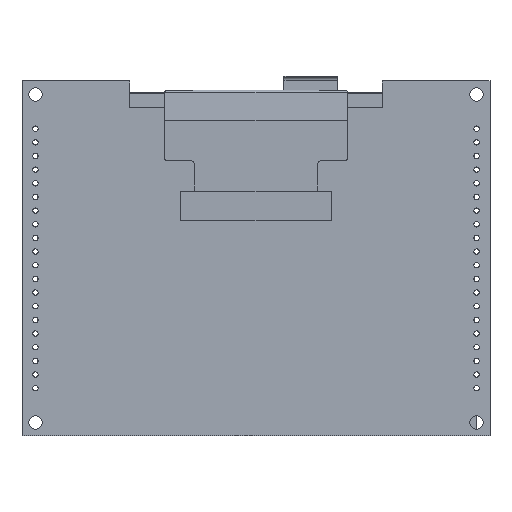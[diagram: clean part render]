
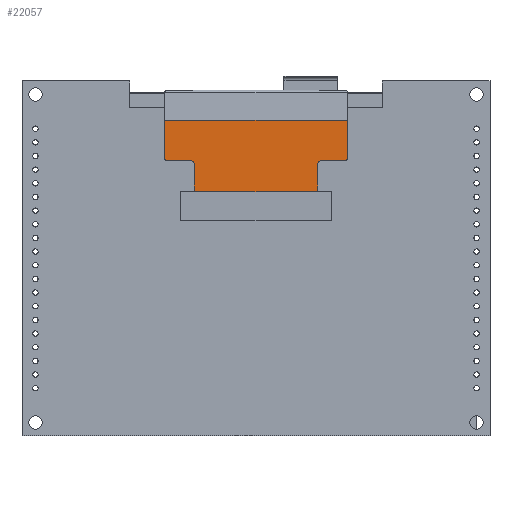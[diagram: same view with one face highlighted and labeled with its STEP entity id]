
A CAD part, front view. The second image highlights one B-rep face of the part: STEP entity #22057.
In plain terms, the highlighted face is planar.
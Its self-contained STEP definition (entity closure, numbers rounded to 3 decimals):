
#21460=DIRECTION('',(0.,1.,0.));
#21461=VECTOR('',#21460,7.);
#21462=CARTESIAN_POINT('',(-17.,-25.65,-1.2));
#21463=LINE('',#21462,#21461);
#21464=CARTESIAN_POINT('',(-16.5,-18.65,-1.2));
#21465=DIRECTION('',(0.,0.,-1.));
#21466=DIRECTION('',(-1.,0.,0.));
#21467=AXIS2_PLACEMENT_3D('',#21464,#21465,#21466);
#21469=DIRECTION('',(1.,0.,0.));
#21470=VECTOR('',#21469,34.);
#21471=CARTESIAN_POINT('',(-17.,-25.65,-1.2));
#21472=LINE('',#21471,#21470);
#21473=CARTESIAN_POINT('',(16.5,-18.65,-1.2));
#21474=DIRECTION('',(0.,0.,-1.));
#21475=DIRECTION('',(0.,1.,0.));
#21476=AXIS2_PLACEMENT_3D('',#21473,#21474,#21475);
#21478=DIRECTION('',(-1.,0.,0.));
#21479=VECTOR('',#21478,4.5);
#21480=CARTESIAN_POINT('',(16.5,-18.15,-1.2));
#21481=LINE('',#21480,#21479);
#21482=DIRECTION('',(0.,-1.,0.));
#21483=VECTOR('',#21482,6.27);
#21484=CARTESIAN_POINT('',(11.5,-11.38,-1.2));
#21485=LINE('',#21484,#21483);
#21486=CARTESIAN_POINT('',(11.,-11.38,-1.2));
#21487=DIRECTION('',(0.,0.,-1.));
#21488=DIRECTION('',(0.,1.,0.));
#21489=AXIS2_PLACEMENT_3D('',#21486,#21487,#21488);
#21491=CARTESIAN_POINT('',(-11.,-11.38,-1.2));
#21492=DIRECTION('',(0.,0.,-1.));
#21493=DIRECTION('',(-1.,0.,0.));
#21494=AXIS2_PLACEMENT_3D('',#21491,#21492,#21493);
#21496=DIRECTION('',(0.,-1.,0.));
#21497=VECTOR('',#21496,6.27);
#21498=CARTESIAN_POINT('',(-11.5,-11.38,-1.2));
#21499=LINE('',#21498,#21497);
#21500=DIRECTION('',(1.,0.,0.));
#21501=VECTOR('',#21500,4.5);
#21502=CARTESIAN_POINT('',(-16.5,-18.15,-1.2));
#21503=LINE('',#21502,#21501);
#21668=CARTESIAN_POINT('',(-12.,-17.65,-1.2));
#21669=DIRECTION('',(0.,0.,1.));
#21670=DIRECTION('',(0.,-1.,0.));
#21671=AXIS2_PLACEMENT_3D('',#21668,#21669,#21670);
#21690=DIRECTION('',(1.,0.,0.));
#21691=VECTOR('',#21690,22.);
#21692=CARTESIAN_POINT('',(-11.,-10.88,-1.2));
#21693=LINE('',#21692,#21691);
#21706=CARTESIAN_POINT('',(12.,-17.65,-1.2));
#21707=DIRECTION('',(0.,0.,1.));
#21708=DIRECTION('',(-1.,0.,0.));
#21709=AXIS2_PLACEMENT_3D('',#21706,#21707,#21708);
#21728=DIRECTION('',(0.,1.,0.));
#21729=VECTOR('',#21728,7.);
#21730=CARTESIAN_POINT('',(17.,-25.65,-1.2));
#21731=LINE('',#21730,#21729);
#21866=CARTESIAN_POINT('',(-17.,-25.65,-1.2));
#21867=CARTESIAN_POINT('',(17.,-25.65,-1.2));
#21868=VERTEX_POINT('',#21866);
#21869=VERTEX_POINT('',#21867);
#21933=CARTESIAN_POINT('',(-12.,-18.15,-1.2));
#21935=VERTEX_POINT('',#21933);
#21937=CARTESIAN_POINT('',(-11.5,-17.65,-1.2));
#21939=VERTEX_POINT('',#21937);
#21941=CARTESIAN_POINT('',(11.5,-17.65,-1.2));
#21943=VERTEX_POINT('',#21941);
#21945=CARTESIAN_POINT('',(12.,-18.15,-1.2));
#21947=VERTEX_POINT('',#21945);
#21949=CARTESIAN_POINT('',(-17.,-18.65,-1.2));
#21950=CARTESIAN_POINT('',(-16.5,-18.15,-1.2));
#21951=VERTEX_POINT('',#21949);
#21952=VERTEX_POINT('',#21950);
#21961=CARTESIAN_POINT('',(-11.5,-11.38,-1.2));
#21962=VERTEX_POINT('',#21961);
#21963=CARTESIAN_POINT('',(-11.,-10.88,-1.2));
#21964=VERTEX_POINT('',#21963);
#21965=CARTESIAN_POINT('',(11.,-10.88,-1.2));
#21966=CARTESIAN_POINT('',(11.5,-11.38,-1.2));
#21967=VERTEX_POINT('',#21965);
#21968=VERTEX_POINT('',#21966);
#21977=CARTESIAN_POINT('',(16.5,-18.15,-1.2));
#21978=VERTEX_POINT('',#21977);
#21979=CARTESIAN_POINT('',(17.,-18.65,-1.2));
#21980=VERTEX_POINT('',#21979);
#22024=CARTESIAN_POINT('',(-17.,-25.65,-1.2));
#22025=DIRECTION('',(0.,0.,-1.));
#22026=DIRECTION('',(0.,1.,0.));
#22027=AXIS2_PLACEMENT_3D('',#22024,#22025,#22026);
#22028=PLANE('',#22027);
#22029=ORIENTED_EDGE('',*,*,#22014,.F.);
#22030=ORIENTED_EDGE('',*,*,#22004,.F.);
#22032=ORIENTED_EDGE('',*,*,#22031,.T.);
#22034=ORIENTED_EDGE('',*,*,#22033,.T.);
#22036=ORIENTED_EDGE('',*,*,#22035,.F.);
#22038=ORIENTED_EDGE('',*,*,#22037,.T.);
#22040=ORIENTED_EDGE('',*,*,#22039,.F.);
#22042=ORIENTED_EDGE('',*,*,#22041,.F.);
#22044=ORIENTED_EDGE('',*,*,#22043,.F.);
#22046=ORIENTED_EDGE('',*,*,#22045,.F.);
#22048=ORIENTED_EDGE('',*,*,#22047,.F.);
#22050=ORIENTED_EDGE('',*,*,#22049,.T.);
#22052=ORIENTED_EDGE('',*,*,#22051,.F.);
#22054=ORIENTED_EDGE('',*,*,#22053,.F.);
#22055=EDGE_LOOP('',(#22029,#22030,#22032,#22034,#22036,#22038,#22040,#22042,
#22044,#22046,#22048,#22050,#22052,#22054));
#22056=FACE_OUTER_BOUND('',#22055,.F.);
#21468=CIRCLE('',#21467,0.5);
#21477=CIRCLE('',#21476,0.5);
#21490=CIRCLE('',#21489,0.5);
#21495=CIRCLE('',#21494,0.5);
#21672=CIRCLE('',#21671,0.5);
#21710=CIRCLE('',#21709,0.5);
#22004=EDGE_CURVE('',#21868,#21951,#21463,.T.);
#22014=EDGE_CURVE('',#21951,#21952,#21468,.T.);
#22031=EDGE_CURVE('',#21868,#21869,#21472,.T.);
#22033=EDGE_CURVE('',#21869,#21980,#21731,.T.);
#22035=EDGE_CURVE('',#21978,#21980,#21477,.T.);
#22037=EDGE_CURVE('',#21978,#21947,#21481,.T.);
#22039=EDGE_CURVE('',#21943,#21947,#21710,.T.);
#22041=EDGE_CURVE('',#21968,#21943,#21485,.T.);
#22043=EDGE_CURVE('',#21967,#21968,#21490,.T.);
#22045=EDGE_CURVE('',#21964,#21967,#21693,.T.);
#22047=EDGE_CURVE('',#21962,#21964,#21495,.T.);
#22049=EDGE_CURVE('',#21962,#21939,#21499,.T.);
#22051=EDGE_CURVE('',#21935,#21939,#21672,.T.);
#22053=EDGE_CURVE('',#21952,#21935,#21503,.T.);
#22057=ADVANCED_FACE('',(#22056),#22028,.T.);
